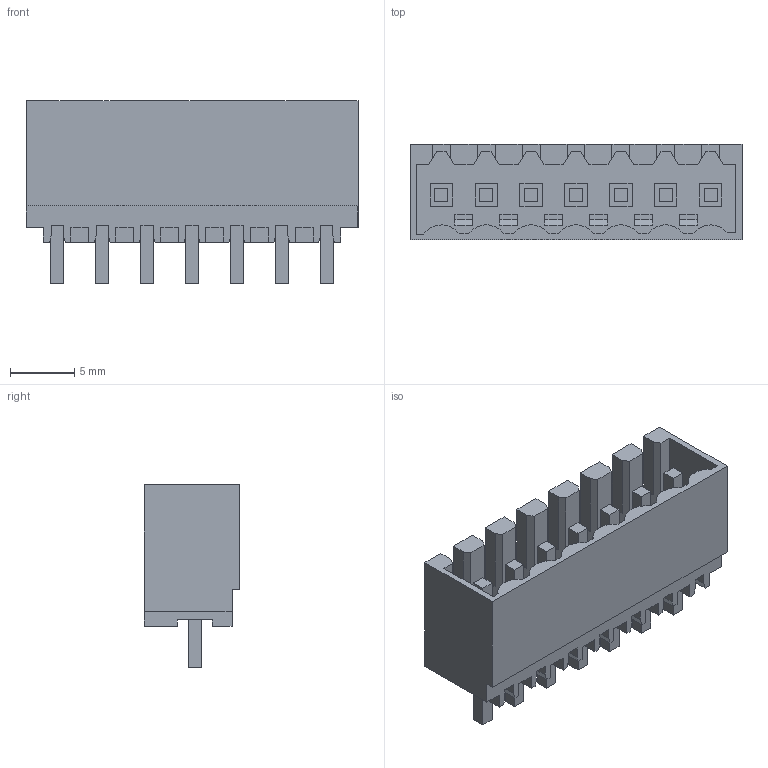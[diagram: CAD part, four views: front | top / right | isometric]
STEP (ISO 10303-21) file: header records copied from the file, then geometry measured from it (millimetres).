
FILE_DESCRIPTION(('CATIA V5 STEP Exchange','CAx-IF Rec.Pracs.--- Model Styling and Organization---1.2---2011-12-15'),'2;1');
FILE_NAME ('D1453176_0_1604520000_1604520000.stp','2018-03-13T06:18:16+00:00',('none'),('Weidmueller'),'CATIA Version 5-6 Release 2014','CATIA V5 STEP AP214','none');
FILE_SCHEMA(('AUTOMOTIVE_DESIGN { 1 0 10303 214 1 1 1 1 }'));
Length unit declared in the file: millimetre
Products named in the file (1): 1604520000
Bounding box: 25.9 x 7.45 x 14.25 mm (x, y, z)
Volume: 862.3 mm3; surface area: 2444.4 mm2
Topology: 8 solids, 8 shells, 419 faces, 1226 edges, 836 vertices
Faces by surface type: plane 412, cylinder 7
Entity records: 13295 total; most frequent: ORIENTED_EDGE 2452, CARTESIAN_POINT 2322, DIRECTION 1744, EDGE_CURVE 1226, VECTOR 1212, LINE 1212, VERTEX_POINT 836, EDGE_LOOP 446
